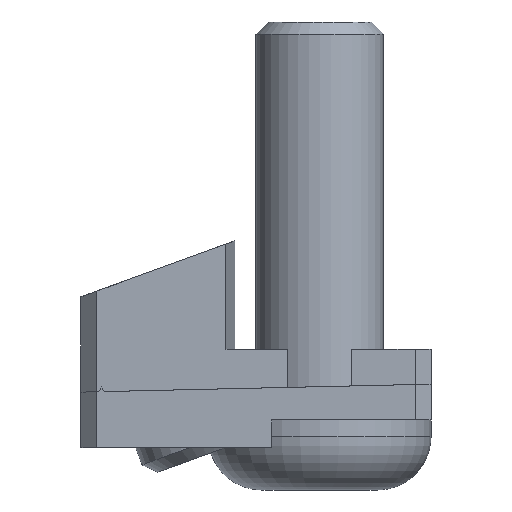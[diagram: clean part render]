
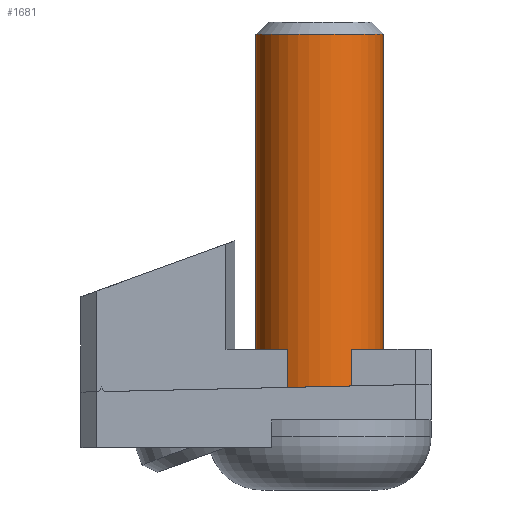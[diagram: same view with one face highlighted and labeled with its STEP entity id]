
A CAD part, left-side view. The second image highlights one B-rep face of the part: STEP entity #1681.
In plain terms, the highlighted cylindrical face has radius 4 mm (diameter 8 mm), a full revolution.
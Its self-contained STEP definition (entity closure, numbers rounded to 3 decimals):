
#67=CYLINDRICAL_SURFACE('',#1914,4.);
#121=CIRCLE('',#1912,4.);
#122=CIRCLE('',#1913,4.);
#123=CIRCLE('',#1915,4.);
#124=CIRCLE('',#1916,4.);
#229=FACE_OUTER_BOUND('',#321,.T.);
#321=EDGE_LOOP('',(#1484,#1485,#1486,#1487,#1488,#1489));
#485=LINE('',#2884,#649);
#649=VECTOR('',#2364,4.);
#800=VERTEX_POINT('',#2874);
#801=VERTEX_POINT('',#2876);
#802=VERTEX_POINT('',#2880);
#803=VERTEX_POINT('',#2881);
#1032=EDGE_CURVE('',#800,#801,#121,.T.);
#1033=EDGE_CURVE('',#801,#800,#122,.T.);
#1034=EDGE_CURVE('',#802,#803,#123,.T.);
#1035=EDGE_CURVE('',#803,#802,#124,.T.);
#1036=EDGE_CURVE('',#803,#801,#485,.T.);
#1484=ORIENTED_EDGE('',*,*,#1034,.F.);
#1485=ORIENTED_EDGE('',*,*,#1035,.F.);
#1486=ORIENTED_EDGE('',*,*,#1036,.T.);
#1487=ORIENTED_EDGE('',*,*,#1032,.F.);
#1488=ORIENTED_EDGE('',*,*,#1033,.F.);
#1489=ORIENTED_EDGE('',*,*,#1036,.F.);
#1681=ADVANCED_FACE('',(#229),#67,.T.);
#1912=AXIS2_PLACEMENT_3D('',#2877,#2354,#2355);
#1913=AXIS2_PLACEMENT_3D('',#2878,#2356,#2357);
#1914=AXIS2_PLACEMENT_3D('',#2879,#2358,#2359);
#1915=AXIS2_PLACEMENT_3D('',#2882,#2360,#2361);
#1916=AXIS2_PLACEMENT_3D('',#2883,#2362,#2363);
#2354=DIRECTION('center_axis',(-1.,0.,0.));
#2355=DIRECTION('ref_axis',(0.,-1.,0.));
#2356=DIRECTION('center_axis',(-1.,0.,0.));
#2357=DIRECTION('ref_axis',(0.,-1.,0.));
#2358=DIRECTION('center_axis',(1.,0.,0.));
#2359=DIRECTION('ref_axis',(0.,1.,0.));
#2360=DIRECTION('center_axis',(1.,0.,0.));
#2361=DIRECTION('ref_axis',(0.,-1.,0.));
#2362=DIRECTION('center_axis',(1.,0.,0.));
#2363=DIRECTION('ref_axis',(0.,-1.,0.));
#2364=DIRECTION('',(-1.,0.,0.));
#2874=CARTESIAN_POINT('',(0.4,0.,4.));
#2876=CARTESIAN_POINT('',(0.4,-4.,0.));
#2877=CARTESIAN_POINT('Origin',(0.4,0.,
0.));
#2878=CARTESIAN_POINT('Origin',(0.4,0.,
0.));
#2879=CARTESIAN_POINT('Origin',(13.75,0.,0.));
#2880=CARTESIAN_POINT('',(24.233,4.,0.));
#2881=CARTESIAN_POINT('',(24.233,-4.,0.));
#2882=CARTESIAN_POINT('Origin',(24.233,0.,0.));
#2883=CARTESIAN_POINT('Origin',(24.233,0.,0.));
#2884=CARTESIAN_POINT('',(13.75,-4.,0.));
